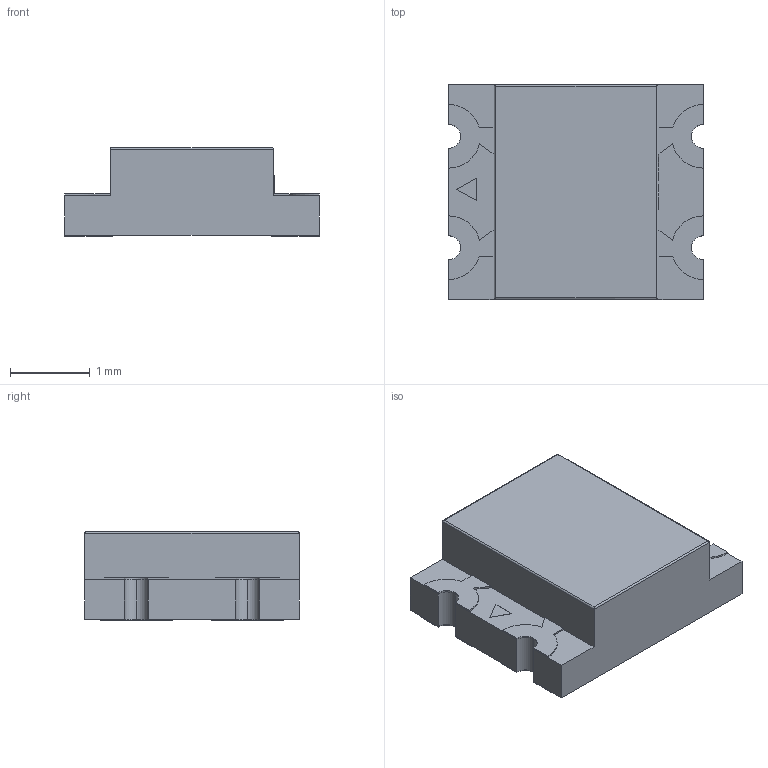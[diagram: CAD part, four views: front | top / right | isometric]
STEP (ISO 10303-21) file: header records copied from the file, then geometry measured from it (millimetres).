
FILE_DESCRIPTION (( 'STEP AP214' ), '1' );
FILE_NAME ('LED-SMD_4P-L3.2-W2.7-TL_GBD.STEP', '2023-07-20T13:32:09', ( '微软用户' ), ( '微软中国' ), 'SwSTEP 2.0', 'SolidWorks 2020', '' );
FILE_SCHEMA (( 'AUTOMOTIVE_DESIGN' ));
Length unit declared in the file: millimetre
Products named in the file (1): LED-SMD_4P-L3.2-W2.7-TL_GBD
Bounding box: 3.2 x 2.7 x 1.11 mm (x, y, z)
Volume: 7.6 mm3; surface area: 35.4 mm2
Topology: 9 solids, 9 shells, 331 faces, 872 edges, 580 vertices
Faces by surface type: plane 201, bspline 98, cylinder 32
Entity records: 14409 total; most frequent: CARTESIAN_POINT 3102, ORIENTED_EDGE 1744, DIRECTION 1192, EDGE_CURVE 872, VECTOR 612, LINE 612, VERTEX_POINT 580, EDGE_LOOP 352
